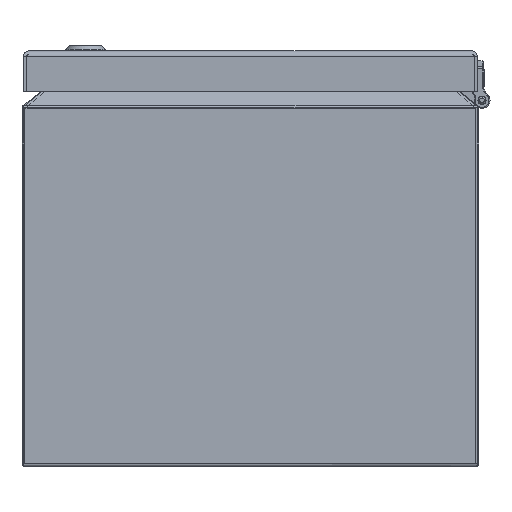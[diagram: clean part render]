
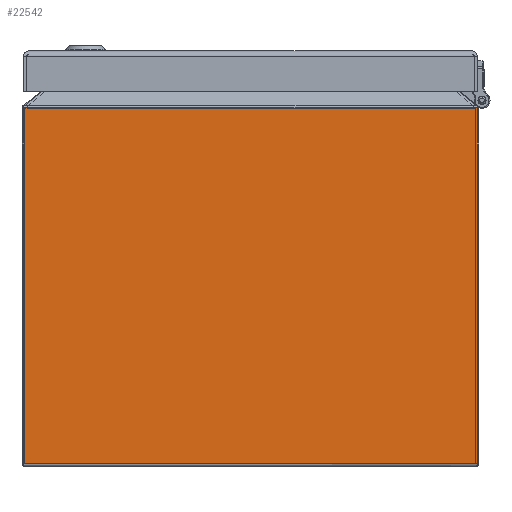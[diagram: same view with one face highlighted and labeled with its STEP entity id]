
A CAD part, left-side view. The second image highlights one B-rep face of the part: STEP entity #22542.
In plain terms, the highlighted planar face has unit normal (-1, 0, 0).
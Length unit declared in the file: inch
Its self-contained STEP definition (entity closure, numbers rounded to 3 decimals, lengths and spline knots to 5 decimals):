
#37 = ORIENTED_EDGE ( 'NONE', *, *, #59424, .F. ) ;
#821 = VERTEX_POINT ( 'NONE', #31592 ) ;
#1027 = EDGE_CURVE ( 'NONE', #11361, #821, #10259, .T. ) ;
#6673 = VECTOR ( 'NONE', #60905, 39.37008 ) ;
#6916 = CARTESIAN_POINT ( 'NONE',  ( -23.85, -0.12008, -1.1236 ) ) ;
#10259 = LINE ( 'NONE', #76218, #84573 ) ;
#10502 = DIRECTION ( 'NONE',  ( 0., 1., 0. ) ) ;
#11361 = VERTEX_POINT ( 'NONE', #67012 ) ;
#15160 = ORIENTED_EDGE ( 'NONE', *, *, #39361, .F. ) ;
#15248 = DIRECTION ( 'NONE',  ( 0., 0., -1. ) ) ;
#16555 = CARTESIAN_POINT ( 'NONE',  ( -23.85, -0.12008, -1.10002 ) ) ;
#20322 = LINE ( 'NONE', #52638, #78682 ) ;
#21596 = VECTOR ( 'NONE', #15248, 39.37008 ) ;
#21727 = LINE ( 'NONE', #54045, #6673 ) ;
#22542 = ADVANCED_FACE ( 'NONE', ( #55308 ), #54872, .F. ) ;
#23070 = ORIENTED_EDGE ( 'NONE', *, *, #1027, .F. ) ;
#31592 = CARTESIAN_POINT ( 'NONE',  ( -23.85, 8.81992, -8.13506 ) ) ;
#33679 = DIRECTION ( 'NONE',  ( 0., 0., 1. ) ) ;
#35092 = EDGE_LOOP ( 'NONE', ( #15160, #37, #23070, #36895 ) ) ;
#36895 = ORIENTED_EDGE ( 'NONE', *, *, #84171, .F. ) ;
#39361 = EDGE_CURVE ( 'NONE', #40421, #60096, #21727, .T. ) ;
#40421 = VERTEX_POINT ( 'NONE', #82993 ) ;
#52638 = CARTESIAN_POINT ( 'NONE',  ( -23.85, 8.81992, -1.10002 ) ) ;
#52768 = CARTESIAN_POINT ( 'NONE',  ( -23.85, -0.12008, -1.10002 ) ) ;
#54045 = CARTESIAN_POINT ( 'NONE',  ( -23.85, -0.12008, -1.1236 ) ) ;
#54872 = PLANE ( 'NONE',  #72782 ) ;
#55308 = FACE_OUTER_BOUND ( 'NONE', #35092, .T. ) ;
#59424 = EDGE_CURVE ( 'NONE', #821, #40421, #20322, .T. ) ;
#60096 = VERTEX_POINT ( 'NONE', #6916 ) ;
#60905 = DIRECTION ( 'NONE',  ( 0., -1., 0. ) ) ;
#62614 = DIRECTION ( 'NONE',  ( 1., 0., 0. ) ) ;
#67012 = CARTESIAN_POINT ( 'NONE',  ( -23.85, -0.12008, -8.13506 ) ) ;
#72782 = AXIS2_PLACEMENT_3D ( 'NONE', #16555, #62614, #10502 ) ;
#74267 = LINE ( 'NONE', #52768, #21596 ) ;
#76218 = CARTESIAN_POINT ( 'NONE',  ( -23.85, -0.12008, -8.13506 ) ) ;
#77075 = DIRECTION ( 'NONE',  ( 0., 1., 0. ) ) ;
#78682 = VECTOR ( 'NONE', #33679, 39.37008 ) ;
#82993 = CARTESIAN_POINT ( 'NONE',  ( -23.85, 8.81992, -1.1236 ) ) ;
#84171 = EDGE_CURVE ( 'NONE', #60096, #11361, #74267, .T. ) ;
#84573 = VECTOR ( 'NONE', #77075, 39.37008 ) ;
